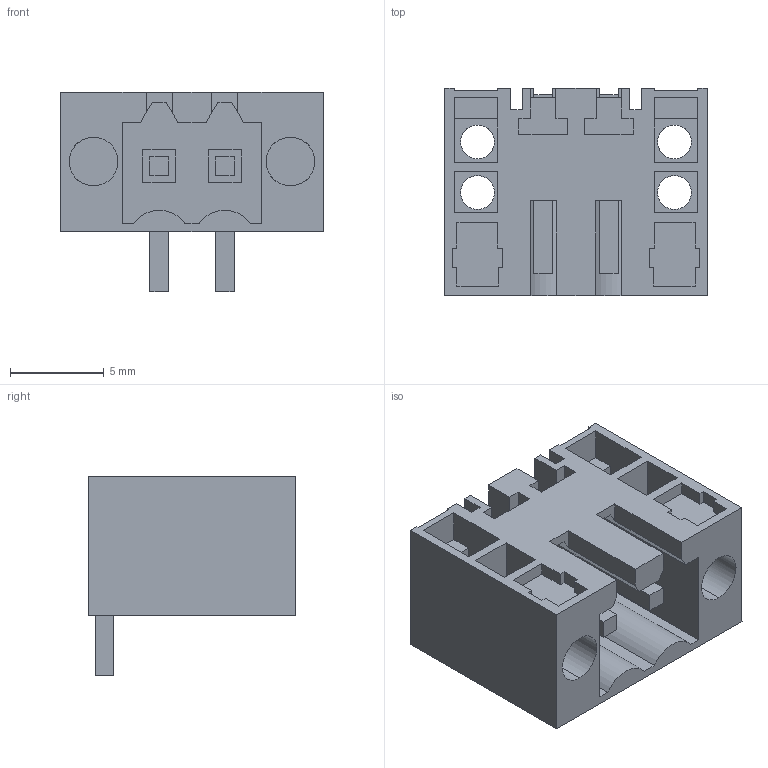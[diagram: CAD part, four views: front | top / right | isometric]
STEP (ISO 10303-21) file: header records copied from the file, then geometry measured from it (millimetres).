
FILE_DESCRIPTION(('CATIA V5 STEP Exchange','CAx-IF Rec.Pracs.--- Model Styling and Organization---1.4--- 2014-01-23'),'2;1');
FILE_NAME ('D1457224_1_1842080000_1842080000.stp','2021-08-12T06:18:17+00:00',('none'),('Weidmueller'),'CATIA Version 5-6 Release 2016 SP3 HF44','CATIA V5 STEP AP214','none');
FILE_SCHEMA(('AUTOMOTIVE_DESIGN { 1 0 10303 214 1 1 1 1 }'));
Length unit declared in the file: millimetre
Products named in the file (1): 1842080000
Bounding box: 14 x 11.05 x 10.65 mm (x, y, z)
Volume: 591.7 mm3; surface area: 1478 mm2
Topology: 3 solids, 3 shells, 196 faces, 550 edges, 366 vertices
Faces by surface type: plane 178, cylinder 18
Entity records: 6289 total; most frequent: CARTESIAN_POINT 1133, ORIENTED_EDGE 1100, DIRECTION 863, EDGE_CURVE 550, VECTOR 514, LINE 514, VERTEX_POINT 366, EDGE_LOOP 220
